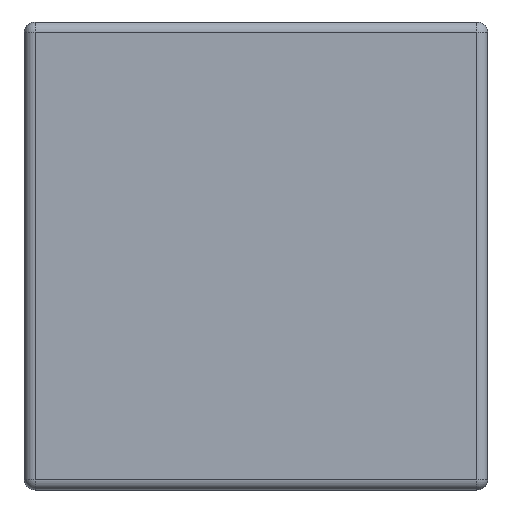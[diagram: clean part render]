
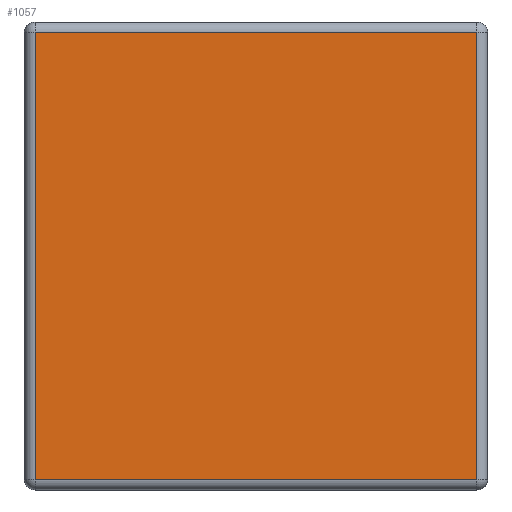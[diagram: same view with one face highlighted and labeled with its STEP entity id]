
A CAD part, left-side view. The second image highlights one B-rep face of the part: STEP entity #1057.
In plain terms, the highlighted planar face has unit normal (-1, 0, 0).
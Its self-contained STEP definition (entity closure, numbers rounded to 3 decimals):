
#47=PLANE('',#1206);
#130=FACE_OUTER_BOUND('',#202,.T.);
#202=EDGE_LOOP('',(#921,#922,#923,#924));
#267=LINE('',#1781,#348);
#270=LINE('',#1792,#351);
#273=LINE('',#1811,#354);
#290=LINE('',#1857,#371);
#348=VECTOR('',#1455,10.);
#351=VECTOR('',#1468,10.);
#354=VECTOR('',#1491,10.);
#371=VECTOR('',#1548,10.);
#498=VERTEX_POINT('',#1770);
#499=VERTEX_POINT('',#1774);
#504=VERTEX_POINT('',#1787);
#508=VERTEX_POINT('',#1804);
#624=EDGE_CURVE('',#499,#498,#267,.T.);
#630=EDGE_CURVE('',#498,#504,#270,.T.);
#639=EDGE_CURVE('',#508,#499,#273,.T.);
#665=EDGE_CURVE('',#504,#508,#290,.T.);
#921=ORIENTED_EDGE('',*,*,#624,.F.);
#922=ORIENTED_EDGE('',*,*,#639,.F.);
#923=ORIENTED_EDGE('',*,*,#665,.F.);
#924=ORIENTED_EDGE('',*,*,#630,.F.);
#1057=ADVANCED_FACE('',(#130),#47,.T.);
#1206=AXIS2_PLACEMENT_3D('',#1859,#1551,#1552);
#1455=DIRECTION('',(0.,1.,0.));
#1468=DIRECTION('',(0.,0.,1.));
#1491=DIRECTION('',(0.,0.,-1.));
#1548=DIRECTION('',(0.,-1.,0.));
#1551=DIRECTION('center_axis',(-1.,0.,0.));
#1552=DIRECTION('ref_axis',(0.,-1.,0.));
#1770=CARTESIAN_POINT('',(-0.3,0.143,0.007));
#1774=CARTESIAN_POINT('',(-0.3,-0.143,0.007));
#1781=CARTESIAN_POINT('',(-0.3,0.075,0.007));
#1787=CARTESIAN_POINT('',(-0.3,0.143,0.296));
#1792=CARTESIAN_POINT('',(-0.3,0.143,0.));
#1804=CARTESIAN_POINT('',(-0.3,-0.143,0.296));
#1811=CARTESIAN_POINT('',(-0.3,-0.143,0.));
#1857=CARTESIAN_POINT('',(-0.3,0.075,0.296));
#1859=CARTESIAN_POINT('Origin',(-0.3,0.15,0.));
